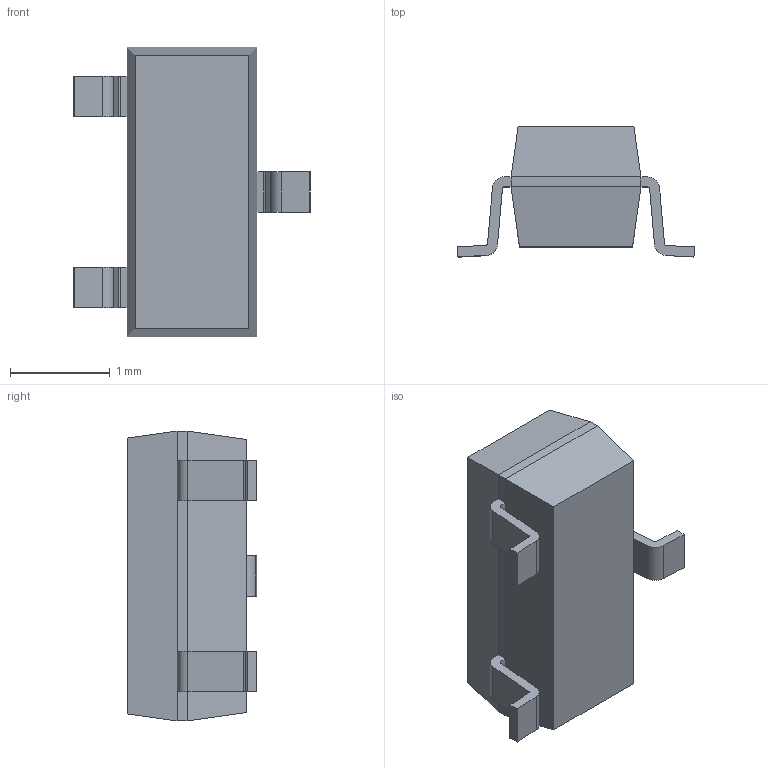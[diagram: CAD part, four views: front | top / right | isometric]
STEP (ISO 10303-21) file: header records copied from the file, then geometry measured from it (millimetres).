
FILE_DESCRIPTION (( 'STEP AP214' ), '1' );
FILE_NAME ('BAV99L RFG.STEP', '2022-02-14T23:35:33', ( '' ), ( '' ), 'SwSTEP 2.0', 'SolidWorks 2017', '' );
FILE_SCHEMA (( 'AUTOMOTIVE_DESIGN' ));
Length unit declared in the file: millimetre
Products named in the file (1): BAV99L RFG
Bounding box: 2.37 x 1.3 x 2.9 mm (x, y, z)
Volume: 4.3 mm3; surface area: 19.9 mm2
Topology: 5 solids, 5 shells, 63 faces, 148 edges, 96 vertices
Faces by surface type: plane 47, cylinder 16
Entity records: 1860 total; most frequent: DIRECTION 308, CARTESIAN_POINT 308, ORIENTED_EDGE 296, EDGE_CURVE 148, VECTOR 116, LINE 116, AXIS2_PLACEMENT_3D 96, VERTEX_POINT 96
